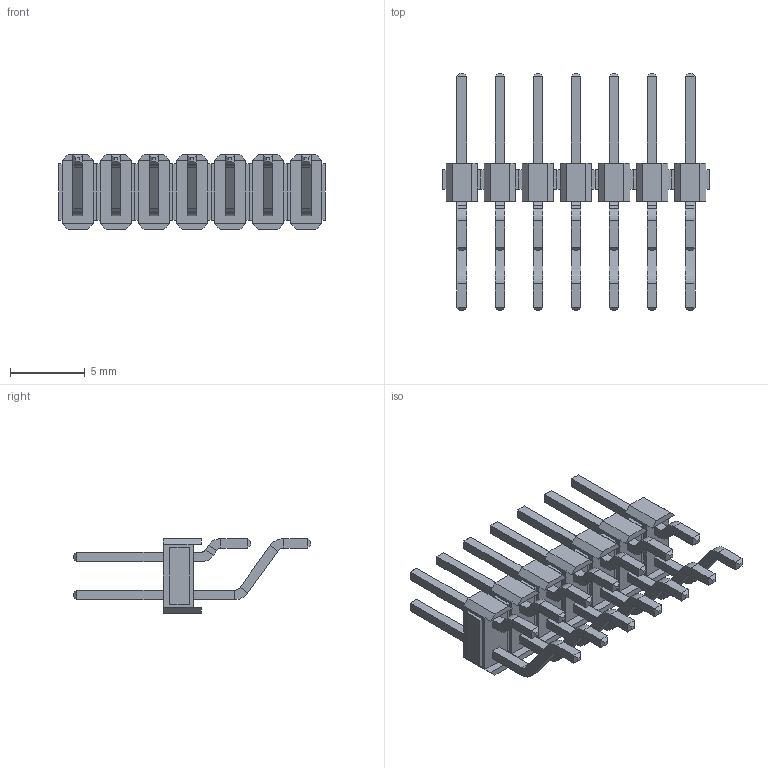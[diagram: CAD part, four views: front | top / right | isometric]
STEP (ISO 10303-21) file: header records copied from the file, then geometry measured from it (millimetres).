
FILE_DESCRIPTION (( 'STEP AP214' ), '1' );
FILE_NAME ('PLDR_SMD-14.STEP', '2019-06-30T11:50:22', ( '' ), ( '' ), 'SwSTEP 2.0', 'SolidWorks 2018', '' );
FILE_SCHEMA (( 'AUTOMOTIVE_DESIGN' ));
Length unit declared in the file: millimetre
Products named in the file (1): PLDR_SMD-14
Bounding box: 17.78 x 15.84 x 5 mm (x, y, z)
Volume: 235.4 mm3; surface area: 844.1 mm2
Topology: 7 solids, 7 shells, 616 faces, 1372 edges, 812 vertices
Faces by surface type: plane 546, cylinder 42, bspline 28
Entity records: 24298 total; most frequent: CARTESIAN_POINT 3963, ORIENTED_EDGE 2744, DIRECTION 2648, EDGE_CURVE 1372, LINE 1246, VECTOR 1246, VERTEX_POINT 812, AXIS2_PLACEMENT_3D 701
